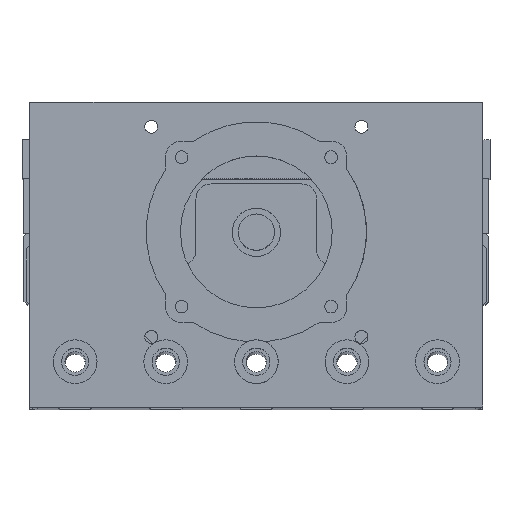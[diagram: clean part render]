
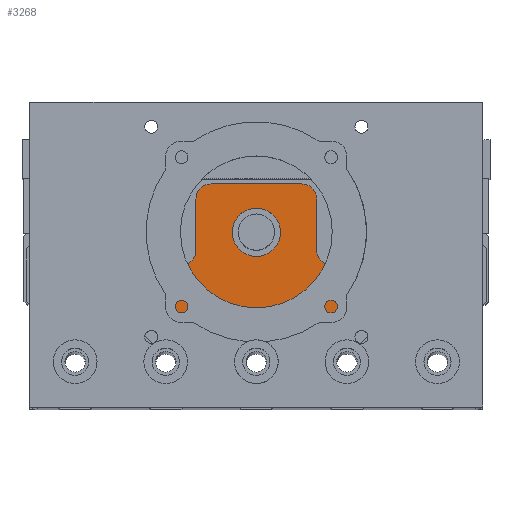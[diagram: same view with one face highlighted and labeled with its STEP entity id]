
A CAD part, top view. The second image highlights one B-rep face of the part: STEP entity #3268.
In plain terms, the highlighted planar face has unit normal (0, 0, 1).
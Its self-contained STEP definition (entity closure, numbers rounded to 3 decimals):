
#3268=ADVANCED_FACE('',(#6089,#6090),#4002,.F.);
#4002=PLANE('',#28244);
#5373=CIRCLE('',#28239,5.);
#5374=CIRCLE('',#28240,5.);
#5375=CIRCLE('',#28241,5.);
#5376=CIRCLE('',#28242,5.);
#5377=CIRCLE('',#28243,8.);
#6089=FACE_BOUND('',#7943,.T.);
#6090=FACE_BOUND('',#7944,.T.);
#7943=EDGE_LOOP('',(#14967,#14968,#14969,#14970,#14971,#14972,#14973,#14974,
#14975,#14976,#14977,#14978));
#7944=EDGE_LOOP('',(#14979));
#14967=ORIENTED_EDGE('',*,*,#21145,.F.);
#14968=ORIENTED_EDGE('',*,*,#21146,.T.);
#14969=ORIENTED_EDGE('',*,*,#21147,.F.);
#14970=ORIENTED_EDGE('',*,*,#21148,.T.);
#14971=ORIENTED_EDGE('',*,*,#21149,.T.);
#14972=ORIENTED_EDGE('',*,*,#21150,.T.);
#14973=ORIENTED_EDGE('',*,*,#21151,.F.);
#14974=ORIENTED_EDGE('',*,*,#21152,.F.);
#14975=ORIENTED_EDGE('',*,*,#21153,.F.);
#14976=ORIENTED_EDGE('',*,*,#21154,.F.);
#14977=ORIENTED_EDGE('',*,*,#21155,.F.);
#14978=ORIENTED_EDGE('',*,*,#21156,.F.);
#14979=ORIENTED_EDGE('',*,*,#21157,.T.);
#17602=VERTEX_POINT('',#43269);
#17603=VERTEX_POINT('',#43270);
#17604=VERTEX_POINT('',#43272);
#17605=VERTEX_POINT('',#43274);
#17606=VERTEX_POINT('',#43276);
#17607=VERTEX_POINT('',#43278);
#17608=VERTEX_POINT('',#43280);
#17609=VERTEX_POINT('',#43282);
#17610=VERTEX_POINT('',#43284);
#17611=VERTEX_POINT('',#43286);
#17612=VERTEX_POINT('',#43288);
#17613=VERTEX_POINT('',#43290);
#17614=VERTEX_POINT('',#43293);
#21145=EDGE_CURVE('',#17602,#17603,#23392,.T.);
#21146=EDGE_CURVE('',#17602,#17604,#23393,.T.);
#21147=EDGE_CURVE('',#17605,#17604,#23394,.T.);
#21148=EDGE_CURVE('',#17605,#17606,#23395,.T.);
#21149=EDGE_CURVE('',#17606,#17607,#23396,.T.);
#21150=EDGE_CURVE('',#17607,#17608,#5373,.T.);
#21151=EDGE_CURVE('',#17609,#17608,#23397,.T.);
#21152=EDGE_CURVE('',#17610,#17609,#5374,.T.);
#21153=EDGE_CURVE('',#17611,#17610,#23398,.T.);
#21154=EDGE_CURVE('',#17612,#17611,#5375,.T.);
#21155=EDGE_CURVE('',#17613,#17612,#23399,.T.);
#21156=EDGE_CURVE('',#17603,#17613,#5376,.T.);
#21157=EDGE_CURVE('',#17614,#17614,#5377,.T.);
#23392=LINE('',#43268,#25553);
#23393=LINE('',#43271,#25554);
#23394=LINE('',#43273,#25555);
#23395=LINE('',#43275,#25556);
#23396=LINE('',#43277,#25557);
#23397=LINE('',#43281,#25558);
#23398=LINE('',#43285,#25559);
#23399=LINE('',#43289,#25560);
#25553=VECTOR('',#35778,1.);
#25554=VECTOR('',#35779,1.);
#25555=VECTOR('',#35780,1.);
#25556=VECTOR('',#35781,1.);
#25557=VECTOR('',#35782,1.);
#25558=VECTOR('',#35785,1.);
#25559=VECTOR('',#35788,1.);
#25560=VECTOR('',#35791,1.);
#28239=AXIS2_PLACEMENT_3D('',#43279,#35783,#35784);
#28240=AXIS2_PLACEMENT_3D('',#43283,#35786,#35787);
#28241=AXIS2_PLACEMENT_3D('',#43287,#35789,#35790);
#28242=AXIS2_PLACEMENT_3D('',#43291,#35792,#35793);
#28243=AXIS2_PLACEMENT_3D('',#43292,#35794,#35795);
#28244=AXIS2_PLACEMENT_3D('',#43294,#35796,#35797);
#35778=DIRECTION('',(1.,0.,0.));
#35779=DIRECTION('',(0.,-1.,0.));
#35780=DIRECTION('',(-1.,0.,0.));
#35781=DIRECTION('',(0.,1.,0.));
#35782=DIRECTION('',(-1.,0.,0.));
#35783=DIRECTION('',(0.,0.,-1.));
#35784=DIRECTION('',(0.,-1.,0.));
#35785=DIRECTION('',(0.,-1.,0.));
#35786=DIRECTION('',(0.,0.,-1.));
#35787=DIRECTION('',(0.,1.,0.));
#35788=DIRECTION('',(1.,0.,0.));
#35789=DIRECTION('',(0.,0.,-1.));
#35790=DIRECTION('',(-1.,0.,0.));
#35791=DIRECTION('',(0.,1.,0.));
#35792=DIRECTION('',(0.,0.,1.));
#35793=DIRECTION('',(0.,-1.,0.));
#35794=DIRECTION('',(0.,0.,-1.));
#35795=DIRECTION('',(-1.,0.,0.));
#35796=DIRECTION('',(0.,0.,-1.));
#35797=DIRECTION('',(0.,1.,0.));
#43268=CARTESIAN_POINT('',(-59.425,37.347,512.));
#43269=CARTESIAN_POINT('',(-59.425,37.347,512.));
#43270=CARTESIAN_POINT('',(-47.425,37.347,512.));
#43271=CARTESIAN_POINT('',(-59.425,37.347,512.));
#43272=CARTESIAN_POINT('',(-59.425,20.347,512.));
#43273=CARTESIAN_POINT('',(14.575,20.347,512.));
#43274=CARTESIAN_POINT('',(14.575,20.347,512.));
#43275=CARTESIAN_POINT('',(14.575,20.347,512.));
#43276=CARTESIAN_POINT('',(14.575,37.347,512.));
#43277=CARTESIAN_POINT('',(14.575,37.347,512.));
#43278=CARTESIAN_POINT('',(2.575,37.347,512.));
#43279=CARTESIAN_POINT('',(2.575,42.347,512.));
#43280=CARTESIAN_POINT('',(-2.425,42.347,512.));
#43281=CARTESIAN_POINT('',(-2.425,59.347,512.));
#43282=CARTESIAN_POINT('',(-2.425,59.347,512.));
#43283=CARTESIAN_POINT('',(-7.425,59.347,512.));
#43284=CARTESIAN_POINT('',(-7.425,64.347,512.));
#43285=CARTESIAN_POINT('',(-37.425,64.347,512.));
#43286=CARTESIAN_POINT('',(-37.425,64.347,512.));
#43287=CARTESIAN_POINT('',(-37.425,59.347,512.));
#43288=CARTESIAN_POINT('',(-42.425,59.347,512.));
#43289=CARTESIAN_POINT('',(-42.425,42.347,512.));
#43290=CARTESIAN_POINT('',(-42.425,42.347,512.));
#43291=CARTESIAN_POINT('',(-47.425,42.347,512.));
#43292=CARTESIAN_POINT('',(-22.425,48.347,512.));
#43293=CARTESIAN_POINT('',(-30.425,48.347,512.));
#43294=CARTESIAN_POINT('',(18.275,66.547,512.));
